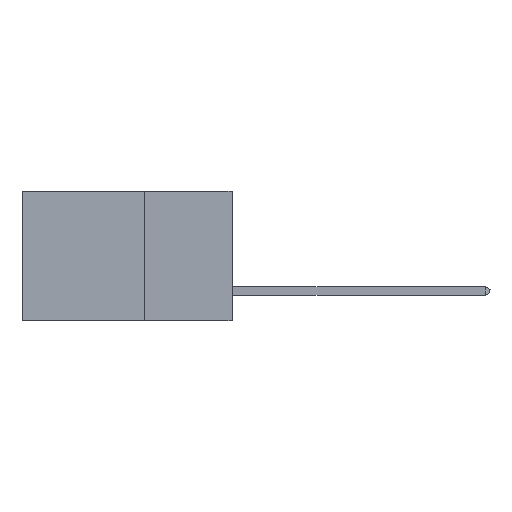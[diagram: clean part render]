
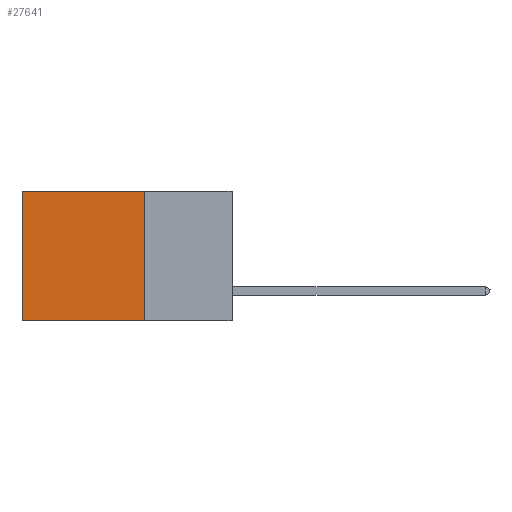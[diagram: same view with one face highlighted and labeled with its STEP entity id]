
A CAD part, left-side view. The second image highlights one B-rep face of the part: STEP entity #27641.
In plain terms, the highlighted planar face has unit normal (-1, 0, 0).
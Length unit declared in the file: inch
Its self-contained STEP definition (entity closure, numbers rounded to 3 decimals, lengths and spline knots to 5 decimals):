
#1121 = CARTESIAN_POINT ( 'NONE',  ( 0.2875, 0.25, 0. ) ) ;
#2524 = CARTESIAN_POINT ( 'NONE',  ( 0.2875, 0.25, -0.37 ) ) ;
#4206 = ORIENTED_EDGE ( 'NONE', *, *, #13460, .F. ) ;
#5785 = VECTOR ( 'NONE', #42241, 39.37008 ) ;
#6370 = VECTOR ( 'NONE', #8183, 39.37008 ) ;
#7398 = CARTESIAN_POINT ( 'NONE',  ( 0.2875, 0.25, 0. ) ) ;
#8183 = DIRECTION ( 'NONE',  ( 0., 1., 0. ) ) ;
#8470 = EDGE_CURVE ( 'NONE', #29798, #24108, #45077, .T. ) ;
#9275 = EDGE_CURVE ( 'NONE', #27829, #17143, #27863, .T. ) ;
#13460 = EDGE_CURVE ( 'NONE', #24108, #17143, #50750, .T. ) ;
#15606 = DIRECTION ( 'NONE',  ( 1., 0., 0. ) ) ;
#17143 = VERTEX_POINT ( 'NONE', #35094 ) ;
#18511 = DIRECTION ( 'NONE',  ( 0., 1., 0. ) ) ;
#18956 = EDGE_CURVE ( 'NONE', #29798, #27829, #41921, .T. ) ;
#19932 = ORIENTED_EDGE ( 'NONE', *, *, #18956, .T. ) ;
#20854 = CARTESIAN_POINT ( 'NONE',  ( 0.2875, 0.6, 0. ) ) ;
#22193 = CARTESIAN_POINT ( 'NONE',  ( 0.2875, 0.25, 0. ) ) ;
#22463 = AXIS2_PLACEMENT_3D ( 'NONE', #23369, #15606, #24116 ) ;
#23369 = CARTESIAN_POINT ( 'NONE',  ( 0.2875, 0.25, 0. ) ) ;
#24108 = VERTEX_POINT ( 'NONE', #25595 ) ;
#24116 = DIRECTION ( 'NONE',  ( 0., 0., -1. ) ) ;
#25595 = CARTESIAN_POINT ( 'NONE',  ( 0.2875, 0.25, -0.37 ) ) ;
#27641 = ADVANCED_FACE ( 'NONE', ( #39505 ), #39098, .F. ) ;
#27829 = VERTEX_POINT ( 'NONE', #37329 ) ;
#27863 = LINE ( 'NONE', #20854, #37028 ) ;
#28748 = DIRECTION ( 'NONE',  ( 0., 0., -1. ) ) ;
#29798 = VERTEX_POINT ( 'NONE', #1121 ) ;
#32277 = VECTOR ( 'NONE', #18511, 39.37008 ) ;
#35094 = CARTESIAN_POINT ( 'NONE',  ( 0.2875, 0.6, -0.37 ) ) ;
#37028 = VECTOR ( 'NONE', #28748, 39.37008 ) ;
#37329 = CARTESIAN_POINT ( 'NONE',  ( 0.2875, 0.6, 0. ) ) ;
#39098 = PLANE ( 'NONE',  #22463 ) ;
#39505 = FACE_OUTER_BOUND ( 'NONE', #46342, .T. ) ;
#39614 = ORIENTED_EDGE ( 'NONE', *, *, #8470, .F. ) ;
#41921 = LINE ( 'NONE', #7398, #6370 ) ;
#42241 = DIRECTION ( 'NONE',  ( 0., 0., -1. ) ) ;
#45077 = LINE ( 'NONE', #22193, #5785 ) ;
#46342 = EDGE_LOOP ( 'NONE', ( #47640, #4206, #39614, #19932 ) ) ;
#47640 = ORIENTED_EDGE ( 'NONE', *, *, #9275, .T. ) ;
#50750 = LINE ( 'NONE', #2524, #32277 ) ;
